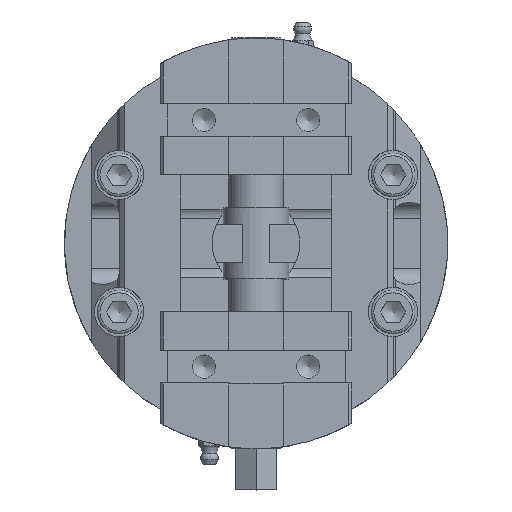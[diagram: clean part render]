
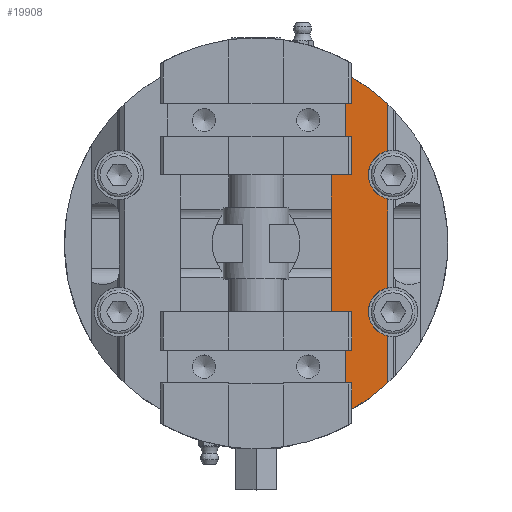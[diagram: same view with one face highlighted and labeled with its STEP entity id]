
A CAD part, top view. The second image highlights one B-rep face of the part: STEP entity #19908.
In plain terms, the highlighted planar face has unit normal (0, 0, 1).
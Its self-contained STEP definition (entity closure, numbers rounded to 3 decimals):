
#2413=CARTESIAN_POINT('',(27.5,64.372,58.0));
#2414=VERTEX_POINT('',#2413);
#2415=CARTESIAN_POINT('',(27.5,25.,58.));
#2416=VERTEX_POINT('',#2415);
#2417=CARTESIAN_POINT('',(27.5,64.372,58.));
#2418=DIRECTION('',(0.0,-1.0,0.0));
#2419=VECTOR('',#2418,39.372);
#2420=LINE('',#2417,#2419);
#2421=EDGE_CURVE('',#2414,#2416,#2420,.T.);
#4165=CARTESIAN_POINT('',(27.5,-25.,58.));
#4166=VERTEX_POINT('',#4165);
#4173=CARTESIAN_POINT('',(27.5,25.,58.));
#4174=DIRECTION('',(0.0,-1.0,0.0));
#4175=VECTOR('',#4174,50.);
#4176=LINE('',#4173,#4175);
#4177=EDGE_CURVE('',#2416,#4166,#4176,.T.);
#4438=CARTESIAN_POINT('',(48.,50.951,58.));
#4439=VERTEX_POINT('',#4438);
#4440=CARTESIAN_POINT('',(0.0,0.0,58.));
#4441=DIRECTION('',(0.0,0.0,-1.0));
#4442=DIRECTION('',(-1.0,0.0,0.0));
#4443=AXIS2_PLACEMENT_3D('',#4440,#4441,#4442);
#4444=CIRCLE('',#4443,70.0);
#4445=EDGE_CURVE('',#2414,#4439,#4444,.T.);
#4541=CARTESIAN_POINT('',(48.,-50.951,58.));
#4542=VERTEX_POINT('',#4541);
#4550=CARTESIAN_POINT('',(27.5,-64.372,58.));
#4551=VERTEX_POINT('',#4550);
#4552=CARTESIAN_POINT('',(0.0,0.0,58.));
#4553=DIRECTION('',(0.0,0.0,-1.0));
#4554=DIRECTION('',(-1.0,0.0,0.0));
#4555=AXIS2_PLACEMENT_3D('',#4552,#4553,#4554);
#4556=CIRCLE('',#4555,70.0);
#4557=EDGE_CURVE('',#4542,#4551,#4556,.T.);
#6661=CARTESIAN_POINT('',(27.5,-25.,58.));
#6662=DIRECTION('',(0.0,-1.0,0.0));
#6663=VECTOR('',#6662,39.372);
#6664=LINE('',#6661,#6663);
#6665=EDGE_CURVE('',#4166,#4551,#6664,.T.);
#19356=CARTESIAN_POINT('',(48.,-16.225,58.));
#19357=VERTEX_POINT('',#19356);
#19365=CARTESIAN_POINT('',(48.,-33.775,58.));
#19366=VERTEX_POINT('',#19365);
#19367=CARTESIAN_POINT('',(50.0,-25.0,58.));
#19368=DIRECTION('',(0.0,0.0,-1.0));
#19369=DIRECTION('',(1.0,0.0,0.0));
#19370=AXIS2_PLACEMENT_3D('',#19367,#19368,#19369);
#19371=CIRCLE('',#19370,9.0);
#19372=EDGE_CURVE('',#19366,#19357,#19371,.T.);
#19512=CARTESIAN_POINT('',(48.,33.775,58.));
#19513=VERTEX_POINT('',#19512);
#19521=CARTESIAN_POINT('',(48.,16.225,58.));
#19522=VERTEX_POINT('',#19521);
#19523=CARTESIAN_POINT('',(50.0,25.0,58.));
#19524=DIRECTION('',(0.0,0.0,-1.0));
#19525=DIRECTION('',(1.0,0.0,0.0));
#19526=AXIS2_PLACEMENT_3D('',#19523,#19524,#19525);
#19527=CIRCLE('',#19526,9.0);
#19528=EDGE_CURVE('',#19522,#19513,#19527,.T.);
#19872=CARTESIAN_POINT('',(48.,-33.775,58.));
#19873=DIRECTION('',(0.0,-1.0,0.0));
#19874=VECTOR('',#19873,17.176);
#19875=LINE('',#19872,#19874);
#19876=EDGE_CURVE('',#19366,#4542,#19875,.T.);
#19881=CARTESIAN_POINT('',(0.0,0.0,58.));
#19882=DIRECTION('',(0.0,0.0,-1.0));
#19883=DIRECTION('',(-1.0,0.0,0.0));
#19884=AXIS2_PLACEMENT_3D('',#19881,#19882,#19883);
#19885=PLANE('',#19884);
#19886=ORIENTED_EDGE('',*,*,#19876,.F.);
#19887=ORIENTED_EDGE('',*,*,#19372,.T.);
#19888=CARTESIAN_POINT('',(48.,16.225,58.));
#19889=DIRECTION('',(0.0,-1.0,0.0));
#19890=VECTOR('',#19889,32.45);
#19891=LINE('',#19888,#19890);
#19892=EDGE_CURVE('',#19522,#19357,#19891,.T.);
#19893=ORIENTED_EDGE('',*,*,#19892,.F.);
#19894=ORIENTED_EDGE('',*,*,#19528,.T.);
#19895=CARTESIAN_POINT('',(48.,50.951,58.));
#19896=DIRECTION('',(0.0,-1.0,0.0));
#19897=VECTOR('',#19896,17.176);
#19898=LINE('',#19895,#19897);
#19899=EDGE_CURVE('',#4439,#19513,#19898,.T.);
#19900=ORIENTED_EDGE('',*,*,#19899,.F.);
#19901=ORIENTED_EDGE('',*,*,#4445,.F.);
#19902=ORIENTED_EDGE('',*,*,#2421,.T.);
#19903=ORIENTED_EDGE('',*,*,#4177,.T.);
#19904=ORIENTED_EDGE('',*,*,#6665,.T.);
#19905=ORIENTED_EDGE('',*,*,#4557,.F.);
#19906=EDGE_LOOP('',(#19886,#19887,#19893,#19894,#19900,#19901,#19902,#19903,#19904,#19905));
#19907=FACE_OUTER_BOUND('',#19906,.T.);
#19908=ADVANCED_FACE('',(#19907),#19885,.F.);
